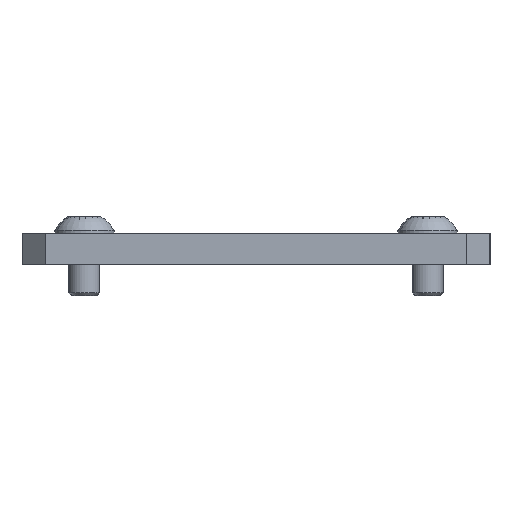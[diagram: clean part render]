
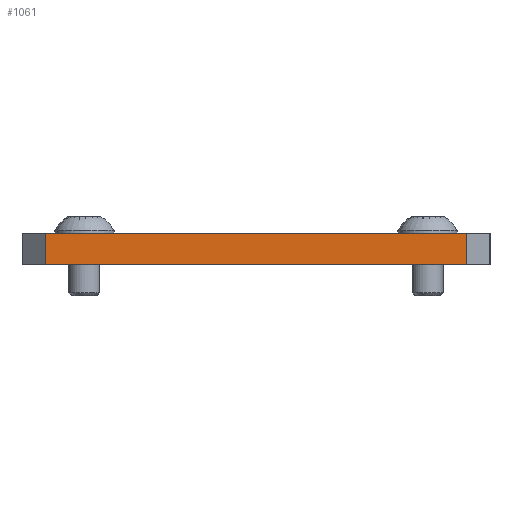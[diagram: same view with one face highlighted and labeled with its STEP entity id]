
A CAD part, left-side view. The second image highlights one B-rep face of the part: STEP entity #1061.
In plain terms, the highlighted planar face has unit normal (-1, 0, 0).
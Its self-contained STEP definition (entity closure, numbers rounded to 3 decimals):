
#175 = AXIS2_PLACEMENT_3D ( 'NONE', #670, #1383, #954 ) ;
#200 = CARTESIAN_POINT ( 'NONE',  ( -110., -27., 0. ) ) ;
#228 = LINE ( 'NONE', #1558, #395 ) ;
#233 = CARTESIAN_POINT ( 'NONE',  ( -110., 27., 4. ) ) ;
#344 = CARTESIAN_POINT ( 'NONE',  ( -110., -27., 4. ) ) ;
#350 = PLANE ( 'NONE',  #175 ) ;
#391 = DIRECTION ( 'NONE',  ( 0., 0., -1. ) ) ;
#395 = VECTOR ( 'NONE', #1592, 1000. ) ;
#423 = EDGE_CURVE ( 'NONE', #433, #738, #1561, .T. ) ;
#433 = VERTEX_POINT ( 'NONE', #200 ) ;
#515 = FACE_OUTER_BOUND ( 'NONE', #1783, .T. ) ;
#578 = DIRECTION ( 'NONE',  ( 0., -1., 0. ) ) ;
#614 = EDGE_CURVE ( 'NONE', #1645, #738, #228, .T. ) ;
#632 = VECTOR ( 'NONE', #578, 1000. ) ;
#654 = ORIENTED_EDGE ( 'NONE', *, *, #1323, .T. ) ;
#670 = CARTESIAN_POINT ( 'NONE',  ( -110., 30., 4. ) ) ;
#672 = ORIENTED_EDGE ( 'NONE', *, *, #423, .T. ) ;
#720 = VECTOR ( 'NONE', #391, 1000. ) ;
#738 = VERTEX_POINT ( 'NONE', #852 ) ;
#789 = DIRECTION ( 'NONE',  ( 0., 0., 1. ) ) ;
#852 = CARTESIAN_POINT ( 'NONE',  ( -110., -27., 4. ) ) ;
#925 = LINE ( 'NONE', #1436, #632 ) ;
#954 = DIRECTION ( 'NONE',  ( 0., 1., 0. ) ) ;
#1061 = ADVANCED_FACE ( 'NONE', ( #515 ), #350, .F. ) ;
#1111 = EDGE_CURVE ( 'NONE', #1645, #1210, #1701, .T. ) ;
#1210 = VERTEX_POINT ( 'NONE', #1410 ) ;
#1323 = EDGE_CURVE ( 'NONE', #1210, #433, #925, .T. ) ;
#1383 = DIRECTION ( 'NONE',  ( 1., 0., 0. ) ) ;
#1406 = CARTESIAN_POINT ( 'NONE',  ( -110., 27., 4. ) ) ;
#1410 = CARTESIAN_POINT ( 'NONE',  ( -110., 27., 0. ) ) ;
#1436 = CARTESIAN_POINT ( 'NONE',  ( -110., 30., 0. ) ) ;
#1471 = VECTOR ( 'NONE', #789, 1000. ) ;
#1558 = CARTESIAN_POINT ( 'NONE',  ( -110., 30., 4. ) ) ;
#1561 = LINE ( 'NONE', #344, #1471 ) ;
#1586 = ORIENTED_EDGE ( 'NONE', *, *, #614, .F. ) ;
#1592 = DIRECTION ( 'NONE',  ( 0., -1., 0. ) ) ;
#1645 = VERTEX_POINT ( 'NONE', #1406 ) ;
#1701 = LINE ( 'NONE', #233, #720 ) ;
#1736 = ORIENTED_EDGE ( 'NONE', *, *, #1111, .T. ) ;
#1783 = EDGE_LOOP ( 'NONE', ( #1586, #1736, #654, #672 ) ) ;
